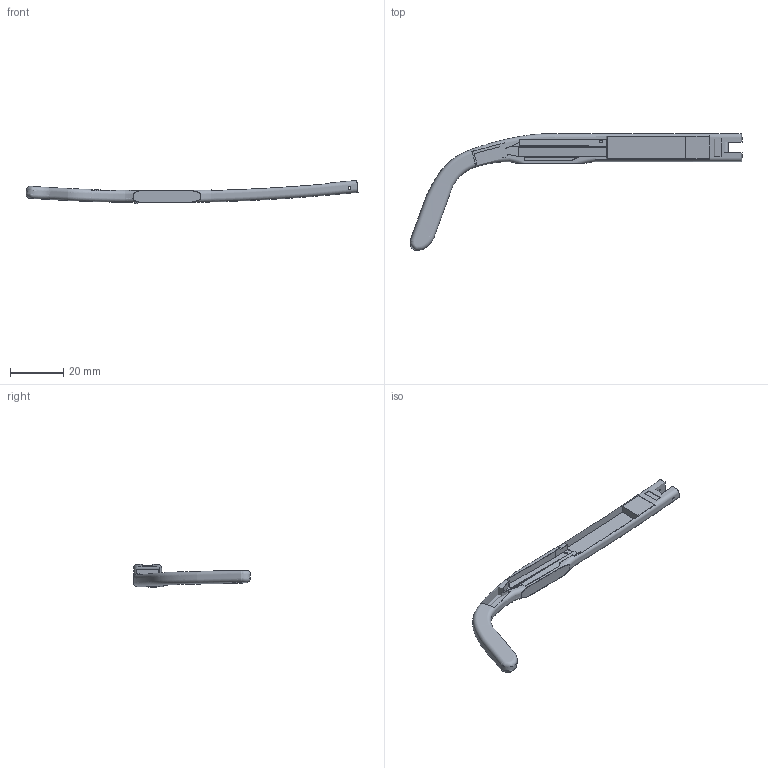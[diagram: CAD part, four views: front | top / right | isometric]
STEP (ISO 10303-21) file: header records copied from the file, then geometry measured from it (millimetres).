
FILE_DESCRIPTION(/* description */ ('STEP AP242 Edition 2','CAx-IF Rec.Pracs.---Representation and Presentation of Product Manufacturing Information (PMI)---4.0---2014-10-13','CAx-IF Rec.Pracs.---3D Tessellated Geometry---0.4---2014-09-14','2;1','CAx-IF Rec.Pracs.---User Defined Attributes---1.5---2016-08-15'),/* implementation_level */ '2;1');
FILE_NAME(/* name */ 'Modified STL (Obsolete)',/* time_stamp */ '2026-01-17T00:57:28Z',/* author */ (''),/* organization */ (''),/* preprocessor_version */ 'ST-DEVELOPER v20',/* originating_system */ 'ONSHAPE BY PTC INC, 1.209',/* authorisation */ ' ');
FILE_SCHEMA (('AP242_MANAGED_MODEL_BASED_3D_ENGINEERING_MIM_LF { 1 0 10303 442 3 1 4 }'));
Length unit declared in the file: metre
Products named in the file (1): id2
Bounding box: 125.06 x 43.96 x 8.75 mm (x, y, z)
Surface area: 5257.9 mm2 (no closed solid volume)
Topology: 0 solids, 10 shells, 50 faces, 159 edges, 118 vertices
Faces by surface type: plane 48, other 2
Entity records: 1933 total; most frequent: CARTESIAN_POINT 671, ORIENTED_EDGE 236, DIRECTION 173, EDGE_CURVE 159, VERTEX_POINT 118, B_SPLINE_CURVE_WITH_KNOTS 84, LINE 75, VECTOR 75
